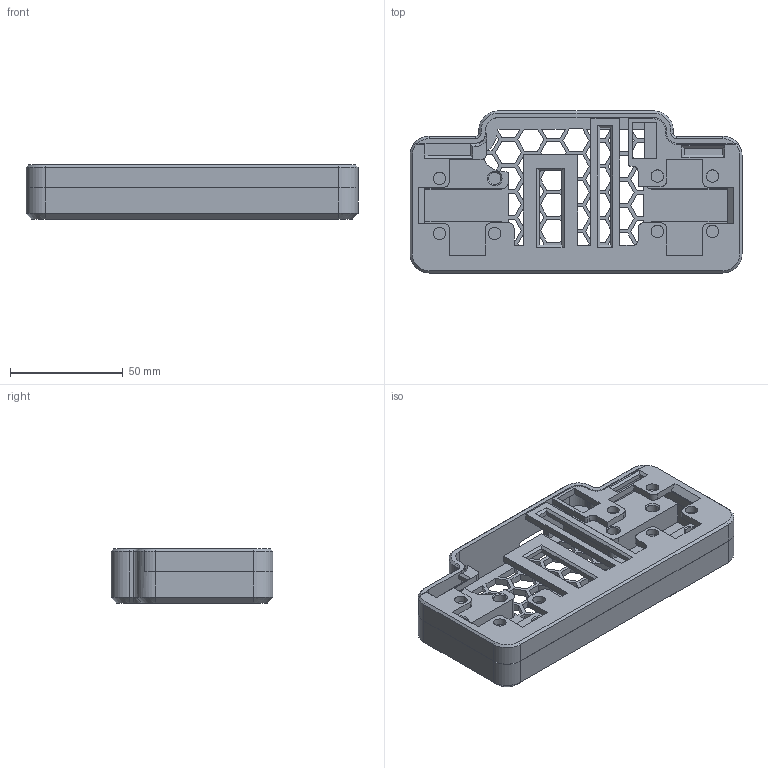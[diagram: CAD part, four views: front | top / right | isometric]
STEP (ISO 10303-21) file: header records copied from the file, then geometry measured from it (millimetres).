
FILE_DESCRIPTION(/* description */ (''),/* implementation_level */ '2;1');
FILE_NAME(/* name */ 'sprig_cover Snap Fit v8.step',/* time_stamp */ '2024-07-20T13:09:12-04:00',/* author */ (''),/* organization */ (''),/* preprocessor_version */ 'ST-DEVELOPER v20',/* originating_system */ 'Autodesk Translation Framework v13.14.0.145',/* authorisation */ '');
FILE_SCHEMA (('AUTOMOTIVE_DESIGN { 1 0 10303 214 3 1 1 }'));
Length unit declared in the file: millimetre
Products named in the file (1): sprig_cover Snap Fit
Bounding box: 147.21 x 71.81 x 24 mm (x, y, z)
Volume: 86046 mm3; surface area: 50552.7 mm2
Topology: 2 solids, 2 shells, 499 faces, 1417 edges, 926 vertices
Faces by surface type: plane 395, cylinder 73, cone 31
Full cylindrical faces by diameter (mm): 5.5 x15
Entity records: 16238 total; most frequent: CARTESIAN_POINT 2875, ORIENTED_EDGE 2834, DIRECTION 2593, EDGE_CURVE 1417, LINE 1223, VECTOR 1223, VERTEX_POINT 926, AXIS2_PLACEMENT_3D 685
